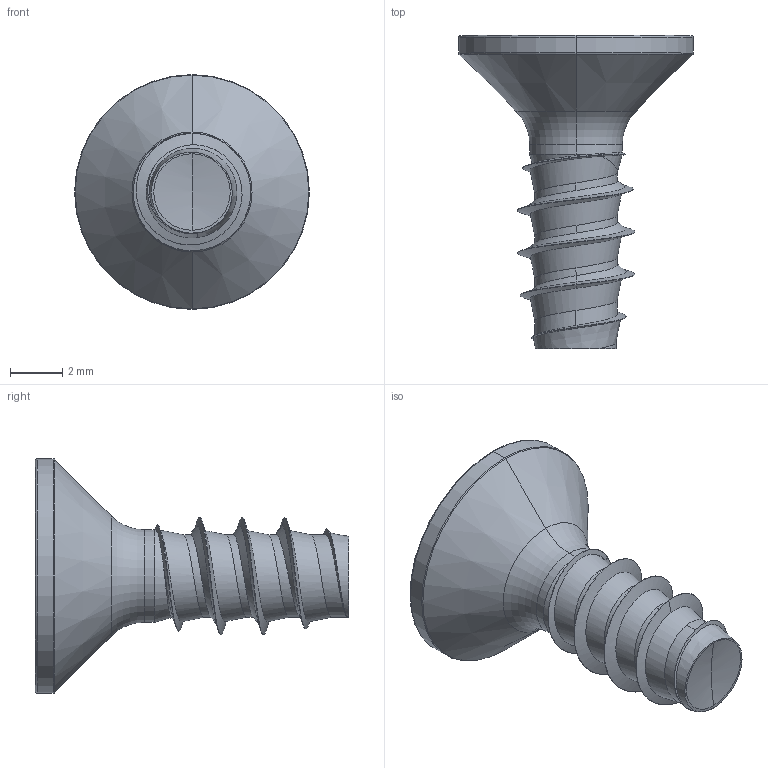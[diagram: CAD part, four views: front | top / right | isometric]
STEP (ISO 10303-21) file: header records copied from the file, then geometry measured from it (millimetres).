
FILE_DESCRIPTION (( 'STEP AP203' ), '1' );
FILE_NAME ('STP410450120.STEP', '2017-08-16T13:57:32', ( '' ), ( '' ), 'SwSTEP 2.0', 'SolidWorks 2015', '' );
FILE_SCHEMA (( 'CONFIG_CONTROL_DESIGN' ));
Length unit declared in the file: millimetre
Products named in the file (1): STP410450120
Bounding box: 9 x 12 x 9 mm (x, y, z)
Volume: 194.9 mm3; surface area: 316.5 mm2
Topology: 1 solids, 1 shells, 90 faces, 217 edges, 129 vertices
Faces by surface type: bspline 35, cylinder 33, cone 12, torus 6, sphere 2, plane 2
Entity records: 12285 total; most frequent: CARTESIAN_POINT 10442, ORIENTED_EDGE 430, DIRECTION 279, EDGE_CURVE 215, VERTEX_POINT 129, AXIS2_PLACEMENT_3D 115, B_SPLINE_CURVE_WITH_KNOTS 98, EDGE_LOOP 92
